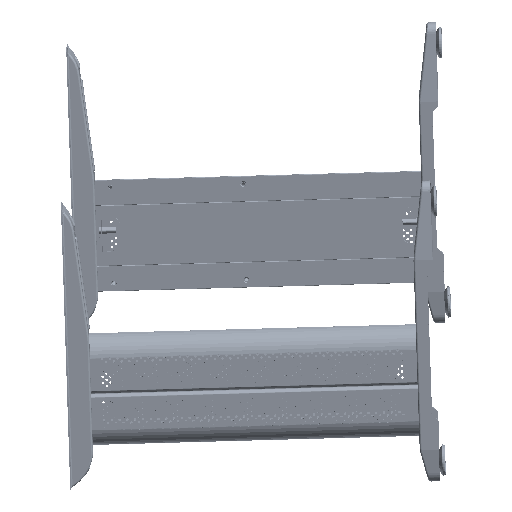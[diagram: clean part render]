
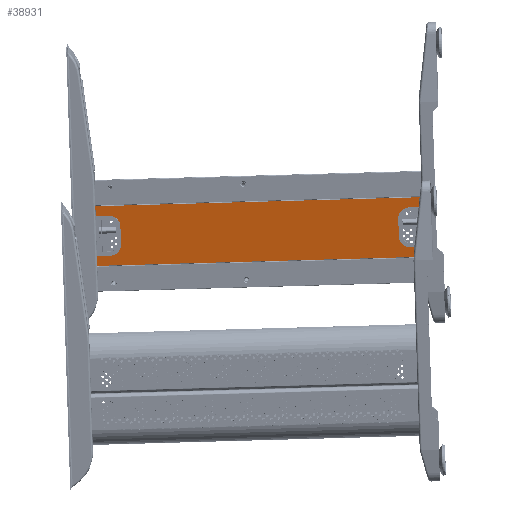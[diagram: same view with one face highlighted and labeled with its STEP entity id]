
A CAD part, left-side view. The second image highlights one B-rep face of the part: STEP entity #38931.
In plain terms, the highlighted face is planar.
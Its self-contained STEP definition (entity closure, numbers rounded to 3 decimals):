
#1913=PLANE('',#43522);
#3785=LINE('',#71918,#6011);
#3790=LINE('',#71931,#6016);
#3793=LINE('',#71939,#6019);
#3913=LINE('',#72222,#6139);
#3916=LINE('',#72230,#6142);
#3919=LINE('',#72236,#6145);
#4039=LINE('',#72517,#6265);
#4043=LINE('',#72544,#6269);
#4068=LINE('',#72602,#6294);
#4074=LINE('',#72628,#6300);
#4075=LINE('',#72630,#6301);
#4076=LINE('',#72631,#6302);
#6011=VECTOR('',#53783,10.);
#6016=VECTOR('',#53796,10.);
#6019=VECTOR('',#53801,10.);
#6139=VECTOR('',#54067,10.);
#6142=VECTOR('',#54076,10.);
#6145=VECTOR('',#54081,10.);
#6265=VECTOR('',#54343,10.);
#6269=VECTOR('',#54371,10.);
#6294=VECTOR('',#54438,10.);
#6300=VECTOR('',#54476,10.);
#6301=VECTOR('',#54479,10.);
#6302=VECTOR('',#54480,10.);
#9692=FACE_OUTER_BOUND('',#12646,.T.);
#12646=EDGE_LOOP('',(#36926,#36927,#36928,#36929,#36930,#36931,#36932,#36933,
#36934,#36935,#36936,#36937,#36938,#36939,#36940,#36941));
#15572=CIRCLE('',#43322,15.);
#15574=CIRCLE('',#43327,15.);
#15593=CIRCLE('',#43399,15.);
#15594=CIRCLE('',#43403,15.);
#19470=VERTEX_POINT('',#71915);
#19471=VERTEX_POINT('',#71917);
#19473=VERTEX_POINT('',#71923);
#19475=VERTEX_POINT('',#71929);
#19478=VERTEX_POINT('',#71936);
#19479=VERTEX_POINT('',#71938);
#19568=VERTEX_POINT('',#72219);
#19569=VERTEX_POINT('',#72221);
#19570=VERTEX_POINT('',#72225);
#19571=VERTEX_POINT('',#72229);
#19572=VERTEX_POINT('',#72233);
#19573=VERTEX_POINT('',#72235);
#19663=VERTEX_POINT('',#72516);
#19674=VERTEX_POINT('',#72542);
#19686=VERTEX_POINT('',#72601);
#19690=VERTEX_POINT('',#72626);
#25125=EDGE_CURVE('',#19471,#19470,#3785,.T.);
#25129=EDGE_CURVE('',#19470,#19473,#15572,.T.);
#25132=EDGE_CURVE('',#19473,#19475,#3790,.T.);
#25135=EDGE_CURVE('',#19479,#19478,#3793,.T.);
#25138=EDGE_CURVE('',#19478,#19471,#15574,.T.);
#25275=EDGE_CURVE('',#19569,#19568,#3913,.T.);
#25277=EDGE_CURVE('',#19570,#19569,#15593,.T.);
#25279=EDGE_CURVE('',#19571,#19570,#3916,.T.);
#25282=EDGE_CURVE('',#19573,#19572,#3919,.T.);
#25284=EDGE_CURVE('',#19568,#19573,#15594,.T.);
#25421=EDGE_CURVE('',#19663,#19479,#4039,.T.);
#25437=EDGE_CURVE('',#19475,#19674,#4043,.T.);
#25468=EDGE_CURVE('',#19663,#19686,#4068,.T.);
#25481=EDGE_CURVE('',#19674,#19690,#4074,.T.);
#25482=EDGE_CURVE('',#19571,#19690,#4075,.T.);
#25483=EDGE_CURVE('',#19686,#19572,#4076,.T.);
#36926=ORIENTED_EDGE('',*,*,#25132,.T.);
#36927=ORIENTED_EDGE('',*,*,#25437,.T.);
#36928=ORIENTED_EDGE('',*,*,#25481,.T.);
#36929=ORIENTED_EDGE('',*,*,#25482,.F.);
#36930=ORIENTED_EDGE('',*,*,#25279,.T.);
#36931=ORIENTED_EDGE('',*,*,#25277,.T.);
#36932=ORIENTED_EDGE('',*,*,#25275,.T.);
#36933=ORIENTED_EDGE('',*,*,#25284,.T.);
#36934=ORIENTED_EDGE('',*,*,#25282,.T.);
#36935=ORIENTED_EDGE('',*,*,#25483,.F.);
#36936=ORIENTED_EDGE('',*,*,#25468,.F.);
#36937=ORIENTED_EDGE('',*,*,#25421,.T.);
#36938=ORIENTED_EDGE('',*,*,#25135,.T.);
#36939=ORIENTED_EDGE('',*,*,#25138,.T.);
#36940=ORIENTED_EDGE('',*,*,#25125,.T.);
#36941=ORIENTED_EDGE('',*,*,#25129,.T.);
#38931=ADVANCED_FACE('',(#9692),#1913,.T.);
#43322=AXIS2_PLACEMENT_3D('',#71925,#53790,#53791);
#43327=AXIS2_PLACEMENT_3D('',#71943,#53807,#53808);
#43399=AXIS2_PLACEMENT_3D('',#72226,#54071,#54072);
#43403=AXIS2_PLACEMENT_3D('',#72239,#54085,#54086);
#43522=AXIS2_PLACEMENT_3D('',#72629,#54477,#54478);
#53783=DIRECTION('',(-1.,0.,0.));
#53790=DIRECTION('center_axis',(0.,0.,1.));
#53791=DIRECTION('ref_axis',(0.,1.,0.));
#53796=DIRECTION('',(0.,-1.,0.));
#53801=DIRECTION('',(0.,1.,0.));
#53807=DIRECTION('center_axis',(0.,0.,1.));
#53808=DIRECTION('ref_axis',(1.,0.,0.));
#54067=DIRECTION('',(1.,0.,0.));
#54071=DIRECTION('center_axis',(0.,0.,1.));
#54072=DIRECTION('ref_axis',(0.,-1.,0.));
#54076=DIRECTION('',(0.,-1.,0.));
#54081=DIRECTION('',(0.,1.,0.));
#54085=DIRECTION('center_axis',(0.,0.,1.));
#54086=DIRECTION('ref_axis',(1.,0.,0.));
#54343=DIRECTION('',(-1.,0.,0.));
#54371=DIRECTION('',(-1.,0.,0.));
#54438=DIRECTION('',(0.,1.,0.));
#54476=DIRECTION('',(0.,1.,0.));
#54477=DIRECTION('center_axis',(0.,0.,-1.));
#54478=DIRECTION('ref_axis',(-1.,0.,0.));
#54479=DIRECTION('',(-1.,0.,0.));
#54480=DIRECTION('',(-1.,0.,0.));
#71915=CARTESIAN_POINT('',(-18.,40.,-20.5));
#71917=CARTESIAN_POINT('',(18.,40.,-20.5));
#71918=CARTESIAN_POINT('',(20.75,40.,-20.5));
#71923=CARTESIAN_POINT('',(-33.,25.,-20.5));
#71925=CARTESIAN_POINT('Origin',(-18.,25.,-20.5));
#71929=CARTESIAN_POINT('',(-33.,0.,-20.5));
#71931=CARTESIAN_POINT('',(-33.,0.,-20.5));
#71936=CARTESIAN_POINT('',(33.,25.,-20.5));
#71938=CARTESIAN_POINT('',(33.,0.,-20.5));
#71939=CARTESIAN_POINT('',(33.,12.5,-20.5));
#71943=CARTESIAN_POINT('Origin',(18.,25.,-20.5));
#72219=CARTESIAN_POINT('',(18.,590.,-20.5));
#72221=CARTESIAN_POINT('',(-18.,590.,-20.5));
#72222=CARTESIAN_POINT('',(20.75,590.,-20.5));
#72225=CARTESIAN_POINT('',(-33.,605.,-20.5));
#72226=CARTESIAN_POINT('Origin',(-18.,605.,-20.5));
#72229=CARTESIAN_POINT('',(-33.,630.,-20.5));
#72230=CARTESIAN_POINT('',(-33.,315.,-20.5));
#72233=CARTESIAN_POINT('',(33.,630.,-20.5));
#72235=CARTESIAN_POINT('',(33.,605.,-20.5));
#72236=CARTESIAN_POINT('',(33.,302.5,-20.5));
#72239=CARTESIAN_POINT('Origin',(18.,605.,-20.5));
#72516=CARTESIAN_POINT('',(59.5,0.,-20.5));
#72517=CARTESIAN_POINT('',(59.5,0.,-20.5));
#72542=CARTESIAN_POINT('',(-59.5,0.,-20.5));
#72544=CARTESIAN_POINT('',(59.5,0.,-20.5));
#72601=CARTESIAN_POINT('',(59.5,630.,-20.5));
#72602=CARTESIAN_POINT('',(59.5,0.,-20.5));
#72626=CARTESIAN_POINT('',(-59.5,630.,-20.5));
#72628=CARTESIAN_POINT('',(-59.5,0.,-20.5));
#72629=CARTESIAN_POINT('Origin',(59.5,0.,-20.5));
#72630=CARTESIAN_POINT('',(59.5,630.,-20.5));
#72631=CARTESIAN_POINT('',(59.5,630.,-20.5));
